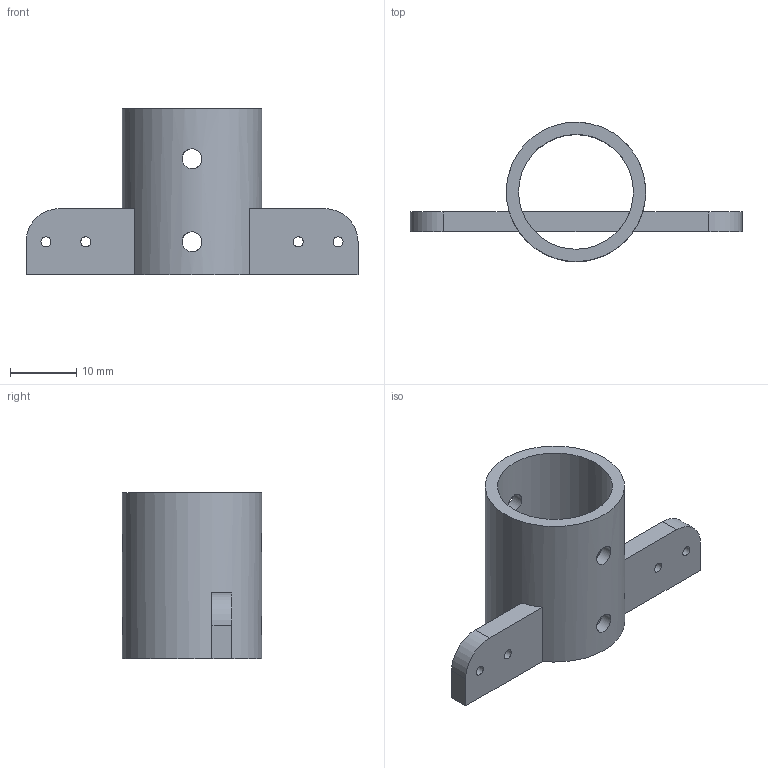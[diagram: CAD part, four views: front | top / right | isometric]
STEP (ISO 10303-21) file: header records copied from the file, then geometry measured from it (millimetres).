
FILE_DESCRIPTION( ( '' ), ' ' );
FILE_NAME( '5d68e82cbd7a8016322b37bb.step', '2019-08-30T09:11:09', ( '' ), ( '' ), ' ', ' ', ' ' );
FILE_SCHEMA( ( 'AUTOMOTIVE_DESIGN { 1 0 10303 214 1 1 1 1 }' ) );
Length unit declared in the file: metre
Products named in the file (1): Part 1
Bounding box: 50 x 21 x 25 mm (x, y, z)
Volume: 4028.1 mm3; surface area: 4376 mm2
Topology: 1 solids, 1 shells, 26 faces, 75 edges, 50 vertices
Faces by surface type: cylinder 13, plane 13
Full cylindrical faces by diameter (mm): 1.5 x4, 3 x5, 17.3 x1, 21 x1
Entity records: 1434 total; most frequent: CARTESIAN_POINT 529, DIRECTION 132, ORIENTED_EDGE 124, EDGE_CURVE 62, EDGE_LOOP 58, AXIS2_PLACEMENT_3D 51, VERTEX_POINT 48, FACE_OUTER_BOUND 37
